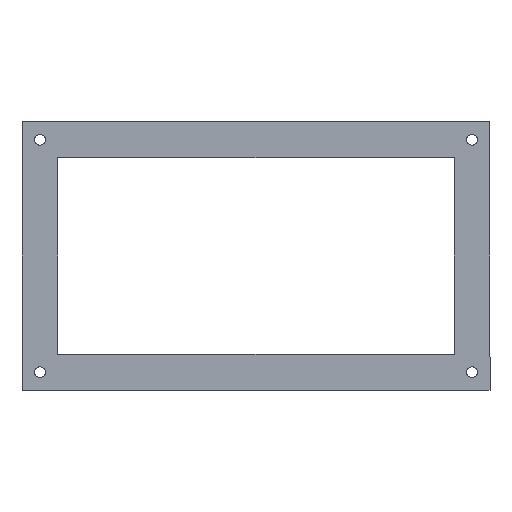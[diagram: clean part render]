
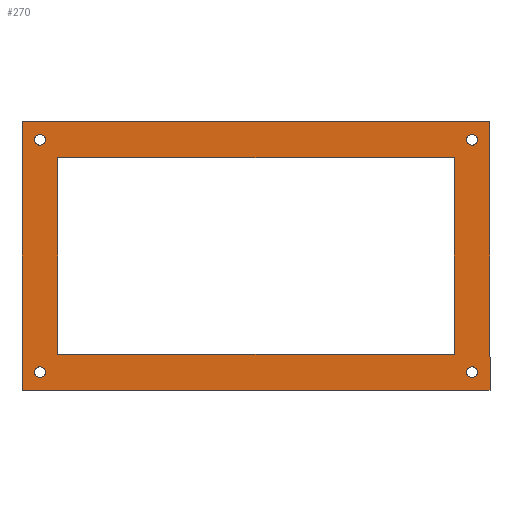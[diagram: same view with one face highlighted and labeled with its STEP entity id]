
A CAD part, front view. The second image highlights one B-rep face of the part: STEP entity #270.
In plain terms, the highlighted planar face has unit normal (0, -1, 0).
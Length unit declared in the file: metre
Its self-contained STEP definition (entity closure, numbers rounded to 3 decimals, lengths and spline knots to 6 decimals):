
#12=CIRCLE('',#293,0.00175);
#14=CIRCLE('',#296,0.00175);
#16=CIRCLE('',#299,0.00175);
#18=CIRCLE('',#302,0.00175);
#64=ORIENTED_EDGE('',*,*,#116,.F.);
#65=ORIENTED_EDGE('',*,*,#114,.F.);
#66=ORIENTED_EDGE('',*,*,#112,.F.);
#67=ORIENTED_EDGE('',*,*,#110,.F.);
#68=ORIENTED_EDGE('',*,*,#100,.F.);
#69=ORIENTED_EDGE('',*,*,#104,.T.);
#70=ORIENTED_EDGE('',*,*,#107,.T.);
#71=ORIENTED_EDGE('',*,*,#109,.F.);
#72=ORIENTED_EDGE('',*,*,#90,.F.);
#73=ORIENTED_EDGE('',*,*,#94,.T.);
#74=ORIENTED_EDGE('',*,*,#97,.T.);
#75=ORIENTED_EDGE('',*,*,#119,.F.);
#90=EDGE_CURVE('',#122,#123,#146,.T.);
#94=EDGE_CURVE('',#122,#125,#150,.T.);
#97=EDGE_CURVE('',#125,#127,#153,.T.);
#100=EDGE_CURVE('',#130,#131,#156,.T.);
#104=EDGE_CURVE('',#130,#133,#160,.T.);
#107=EDGE_CURVE('',#133,#135,#163,.T.);
#109=EDGE_CURVE('',#131,#135,#165,.T.);
#110=EDGE_CURVE('',#136,#136,#12,.T.);
#112=EDGE_CURVE('',#138,#138,#14,.T.);
#114=EDGE_CURVE('',#140,#140,#16,.T.);
#116=EDGE_CURVE('',#142,#142,#18,.T.);
#119=EDGE_CURVE('',#123,#127,#167,.T.);
#122=VERTEX_POINT('',#383);
#123=VERTEX_POINT('',#385);
#125=VERTEX_POINT('',#391);
#127=VERTEX_POINT('',#397);
#130=VERTEX_POINT('',#404);
#131=VERTEX_POINT('',#406);
#133=VERTEX_POINT('',#412);
#135=VERTEX_POINT('',#418);
#136=VERTEX_POINT('',#425);
#138=VERTEX_POINT('',#430);
#140=VERTEX_POINT('',#435);
#142=VERTEX_POINT('',#440);
#146=LINE('',#384,#170);
#150=LINE('',#392,#174);
#153=LINE('',#398,#177);
#156=LINE('',#405,#180);
#160=LINE('',#413,#184);
#163=LINE('',#419,#187);
#165=LINE('',#422,#189);
#167=LINE('',#445,#191);
#170=VECTOR('',#313,1.);
#174=VECTOR('',#319,1.);
#177=VECTOR('',#324,1.);
#180=VECTOR('',#329,1.);
#184=VECTOR('',#335,1.);
#187=VECTOR('',#340,1.);
#189=VECTOR('',#344,1.);
#191=VECTOR('',#372,1.);
#208=EDGE_LOOP('',(#64));
#209=EDGE_LOOP('',(#65));
#210=EDGE_LOOP('',(#66));
#211=EDGE_LOOP('',(#67));
#212=EDGE_LOOP('',(#68,#69,#70,#71));
#213=EDGE_LOOP('',(#72,#73,#74,#75));
#236=FACE_BOUND('',#208,.T.);
#237=FACE_BOUND('',#209,.T.);
#238=FACE_BOUND('',#210,.T.);
#239=FACE_BOUND('',#211,.T.);
#240=FACE_BOUND('',#212,.T.);
#241=FACE_BOUND('',#213,.T.);
#256=PLANE('',#305);
#270=ADVANCED_FACE('',(#236,#237,#238,#239,#240,#241),#256,.T.);
#293=AXIS2_PLACEMENT_3D('',#424,#347,#348);
#296=AXIS2_PLACEMENT_3D('',#429,#353,#354);
#299=AXIS2_PLACEMENT_3D('',#434,#359,#360);
#302=AXIS2_PLACEMENT_3D('',#439,#365,#366);
#305=AXIS2_PLACEMENT_3D('',#446,#373,#374);
#313=DIRECTION('',(-1.,0.,0.));
#319=DIRECTION('',(0.,0.,-1.));
#324=DIRECTION('',(-1.,0.,0.));
#329=DIRECTION('',(1.,0.,0.));
#335=DIRECTION('',(0.,0.,-1.));
#340=DIRECTION('',(1.,0.,0.));
#344=DIRECTION('',(0.,0.,-1.));
#347=DIRECTION('',(0.,-1.,0.));
#348=DIRECTION('',(0.,0.,-1.));
#353=DIRECTION('',(0.,-1.,0.));
#354=DIRECTION('',(0.,0.,-1.));
#359=DIRECTION('',(0.,-1.,0.));
#360=DIRECTION('',(0.,0.,-1.));
#365=DIRECTION('',(0.,-1.,0.));
#366=DIRECTION('',(0.,0.,-1.));
#372=DIRECTION('',(0.,0.,-1.));
#373=DIRECTION('',(0.,-1.,0.));
#374=DIRECTION('',(1.,0.,0.));
#383=CARTESIAN_POINT('',(0.042908,-0.005,0.025153));
#384=CARTESIAN_POINT('',(-0.020592,-0.005,0.025153));
#385=CARTESIAN_POINT('',(-0.084092,-0.005,0.025153));
#391=CARTESIAN_POINT('',(0.042908,-0.005,-0.037847));
#392=CARTESIAN_POINT('',(0.042908,-0.005,-0.006347));
#397=CARTESIAN_POINT('',(-0.084092,-0.005,-0.037847));
#398=CARTESIAN_POINT('',(-0.020592,-0.005,-0.037847));
#404=CARTESIAN_POINT('',(-0.095592,-0.005,0.036653));
#405=CARTESIAN_POINT('',(-0.020592,-0.005,0.036653));
#406=CARTESIAN_POINT('',(0.054408,-0.005,0.036653));
#412=CARTESIAN_POINT('',(-0.095592,-0.005,-0.049347));
#413=CARTESIAN_POINT('',(-0.095592,-0.005,-0.006347));
#418=CARTESIAN_POINT('',(0.054408,-0.005,-0.049347));
#419=CARTESIAN_POINT('',(-0.020592,-0.005,-0.049347));
#422=CARTESIAN_POINT('',(0.054408,-0.005,-0.006347));
#424=CARTESIAN_POINT('',(-0.089842,-0.005,0.030903));
#425=CARTESIAN_POINT('',(-0.089842,-0.005,0.029153));
#429=CARTESIAN_POINT('',(0.048658,-0.005,0.030903));
#430=CARTESIAN_POINT('',(0.048658,-0.005,0.029153));
#434=CARTESIAN_POINT('',(0.048658,-0.005,-0.043597));
#435=CARTESIAN_POINT('',(0.048658,-0.005,-0.045347));
#439=CARTESIAN_POINT('',(-0.089842,-0.005,-0.043597));
#440=CARTESIAN_POINT('',(-0.089842,-0.005,-0.045347));
#445=CARTESIAN_POINT('',(-0.084092,-0.005,-0.006347));
#446=CARTESIAN_POINT('',(-0.020592,-0.005,-0.006347));
